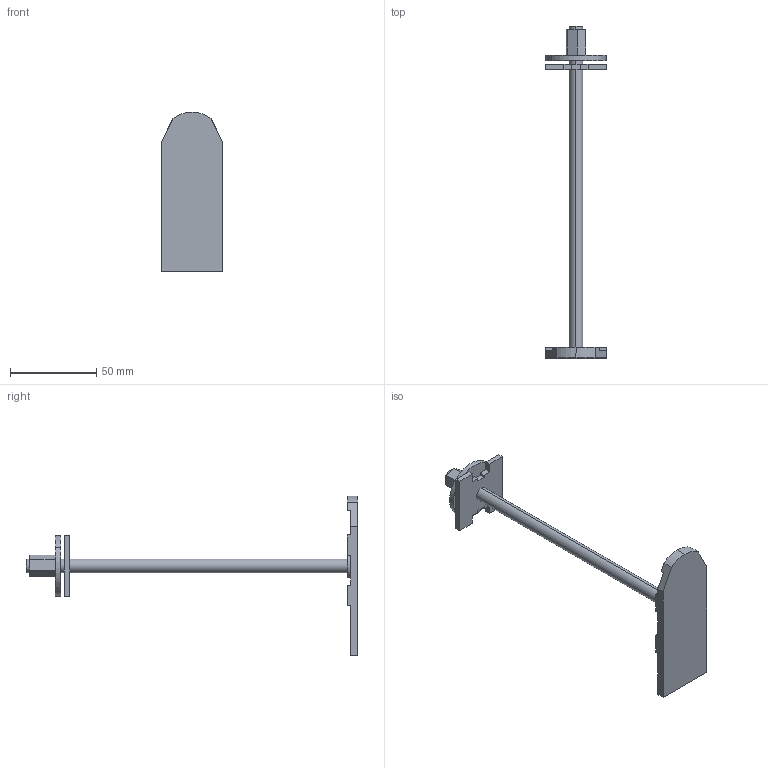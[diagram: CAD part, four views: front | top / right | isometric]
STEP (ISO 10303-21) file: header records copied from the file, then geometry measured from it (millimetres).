
FILE_DESCRIPTION (( 'STEP AP214' ), '1' );
FILE_NAME ('7399926_KSTP1.stp', '2018-01-29T13:22:32', ( '' ), ( '' ), 'SwSTEP 2.0', 'SolidWorks 2016', '' );
FILE_SCHEMA (( 'AUTOMOTIVE_DESIGN' ));
Length unit declared in the file: millimetre
Products named in the file (9): 7399926_KSTP1; 079480_Standard; 078921_Standard; P_0000007561_1_Standard; 078920_Standard; 079794_39413027 mit Schraube 190 mm; 001134_Standard; 001133_Standard; 043879_35104685   L=190 
Assembly tree (8 placements, depth 3):
  7399926_KSTP1
    079794_39413027 mit Schraube 190 mm
      043879_35104685   L=190 
      001133_Standard
      001134_Standard
    078921_Standard
      078920_Standard
      P_0000007561_1_Standard
    079480_Standard
Bounding box: 35.65 x 192 x 92.5 mm (x, y, z)
Volume: 30656.2 mm3; surface area: 25154.5 mm2
Topology: 6 solids, 6 shells, 131 faces, 325 edges, 207 vertices
Faces by surface type: plane 105, cylinder 19, cone 7
Entity records: 4302 total; most frequent: CARTESIAN_POINT 712, ORIENTED_EDGE 650, DIRECTION 646, EDGE_CURVE 325, LINE 268, VECTOR 268, VERTEX_POINT 207, AXIS2_PLACEMENT_3D 189
